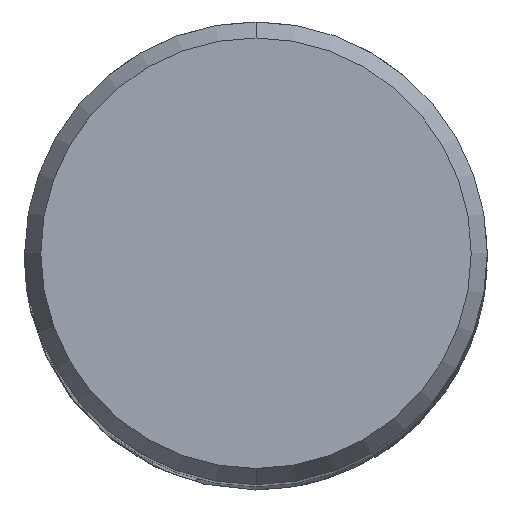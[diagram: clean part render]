
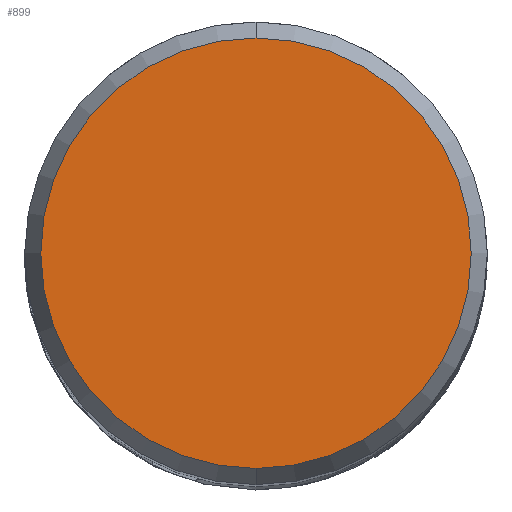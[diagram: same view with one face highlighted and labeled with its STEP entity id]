
A CAD part, top view. The second image highlights one B-rep face of the part: STEP entity #899.
In plain terms, the highlighted planar face has unit normal (0, 0, 1).
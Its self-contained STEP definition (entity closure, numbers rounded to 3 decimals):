
#899=ADVANCED_FACE('',(#2110),#2111,.T.);
#987=VERTEX_POINT('',#2206);
#1243=EDGE_CURVE('',#987,#1737,#2486,.T.);
#1551=EDGE_CURVE('',#1737,#987,#2822,.T.);
#1737=VERTEX_POINT('',#3020);
#2110=FACE_OUTER_BOUND('',#6454,.T.);
#2111=PLANE('',#6455);
#2206=CARTESIAN_POINT('',(0.,-9.307,0.0));
#2486=CIRCLE('',#9638,9.307);
#2822=CIRCLE('',#12394,9.307);
#3020=CARTESIAN_POINT('',(0.0,9.307,0.0));
#6454=EDGE_LOOP('',(#14788,#14789));
#6455=AXIS2_PLACEMENT_3D('',#14790,#14791,#14792);
#9638=AXIS2_PLACEMENT_3D('',#15182,#15183,#15184);
#12394=AXIS2_PLACEMENT_3D('',#15553,#15554,#15555);
#14788=ORIENTED_EDGE('',*,*,#1551,.F.);
#14789=ORIENTED_EDGE('',*,*,#1243,.F.);
#14790=CARTESIAN_POINT('',(0.0,4.654,0.0));
#14791=DIRECTION('',(-0.0,0.0,1.0));
#14792=DIRECTION('',(0.0,-1.0,0.0));
#15182=CARTESIAN_POINT('',(0.0,0.0,0.0));
#15183=DIRECTION('',(0.0,0.0,-1.0));
#15184=DIRECTION('',(0.0,1.0,0.0));
#15553=CARTESIAN_POINT('',(0.0,0.0,0.0));
#15554=DIRECTION('',(0.0,0.0,-1.0));
#15555=DIRECTION('',(0.0,1.0,0.0));
